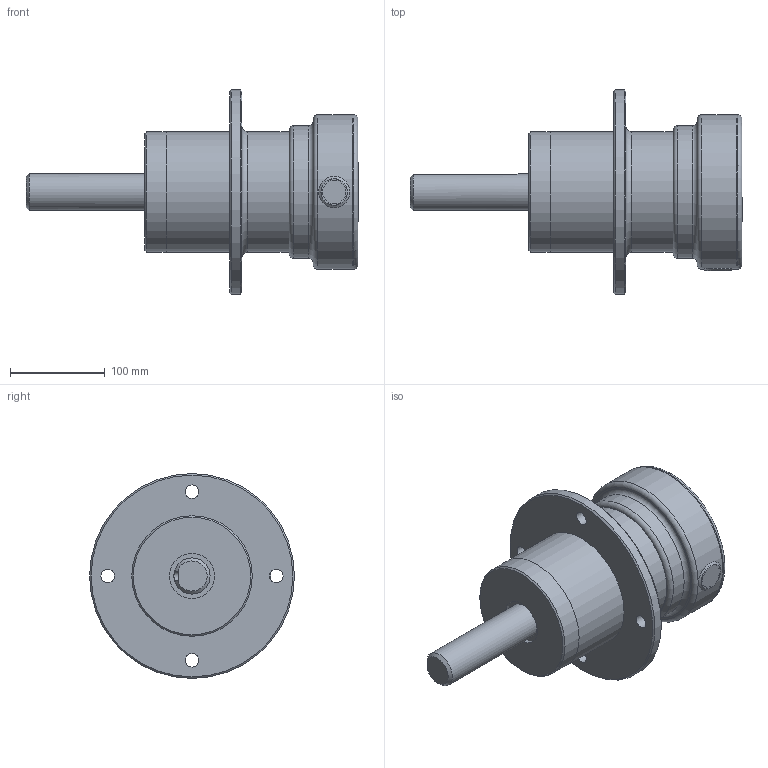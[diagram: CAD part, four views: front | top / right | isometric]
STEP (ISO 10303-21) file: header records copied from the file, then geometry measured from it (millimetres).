
FILE_DESCRIPTION(/* description */ ('MEDIUM DUTHY SAFETY CHUCK BRAKE/DRIVE WITH KEYED INSERT FLANGE MOUNT CUSTOMER DWG'),/* implementation_level */ '2;1');
FILE_NAME(/* name */ '39269-111 MED DUTY DRIVE FLG MOUNT CUSTOMER DWG .stp',/* time_stamp */ '2018-06-22T08:27:19-04:00',/* author */ ('mtrusz'),/* organization */ ('CONVERTER ACCESSORY CORPORATION WIND GAP. PA. 18091'),/* preprocessor_version */ 'ST-DEVELOPER v16.5',/* originating_system */ 'Autodesk Inventor 2017',/* authorisation */ '');
FILE_SCHEMA (('AUTOMOTIVE_DESIGN { 1 0 10303 214 3 1 1 }'));
Length unit declared in the file: inch
Products named in the file (10): 39269-111 MED DUTY DRIVE FLG MOUNT CUSTOMER DWG ; 39269-77; 39269-35; 39269-103 1.25 SQ LOWER KEYED HALF CUSTOMER DWG; 39269-50A CUSTOMER DWG; 39269-103 1.25 SQ UPPER KEYED HALF CUSTOMER DWG; 39269-104 COLLAR BODY KEYED INSERT CUSTOMER DWG; 39269-104  COLLAR FLG KEYED INSERT CUSTOMER DWG; 39269-102 DRIVE SHAFT CUSTOMER DWG; 39269-91 CUSTOMER DWG
Assembly tree (9 placements, depth 2):
  39269-111 MED DUTY DRIVE FLG MOUNT CUSTOMER DWG 
    39269-77
    39269-35
    39269-103 1.25 SQ LOWER KEYED HALF CUSTOMER DWG
    39269-50A CUSTOMER DWG
    39269-103 1.25 SQ UPPER KEYED HALF CUSTOMER DWG
    39269-104 COLLAR BODY KEYED INSERT CUSTOMER DWG
    39269-104  COLLAR FLG KEYED INSERT CUSTOMER DWG
    39269-102 DRIVE SHAFT CUSTOMER DWG
    39269-91 CUSTOMER DWG
Bounding box: 350.01 x 215.9 x 215.9 mm (x, y, z)
Volume: 3228058.8 mm3; surface area: 466902.8 mm2
Topology: 9 solids, 9 shells, 295 faces, 813 edges, 540 vertices
Faces by surface type: plane 222, cone 40, cylinder 28, torus 5
Full cylindrical faces by diameter (mm): 13.462 x1, 14.275 x4, 19.05 x1, 24.725 x1, 27.686 x1, 38.1 x1, 47.625 x1, 82.22 x1, 82.423 x1, 95.25 x1, 98.425 x2, 127 x3, 129.032 x1, 139.7 x1, 162.56 x2, 215.9 x1
Entity records: 9431 total; most frequent: CARTESIAN_POINT 1764, ORIENTED_EDGE 1524, DIRECTION 1520, EDGE_CURVE 762, VERTEX_POINT 524, AXIS2_PLACEMENT_3D 514, LINE 492, VECTOR 492
